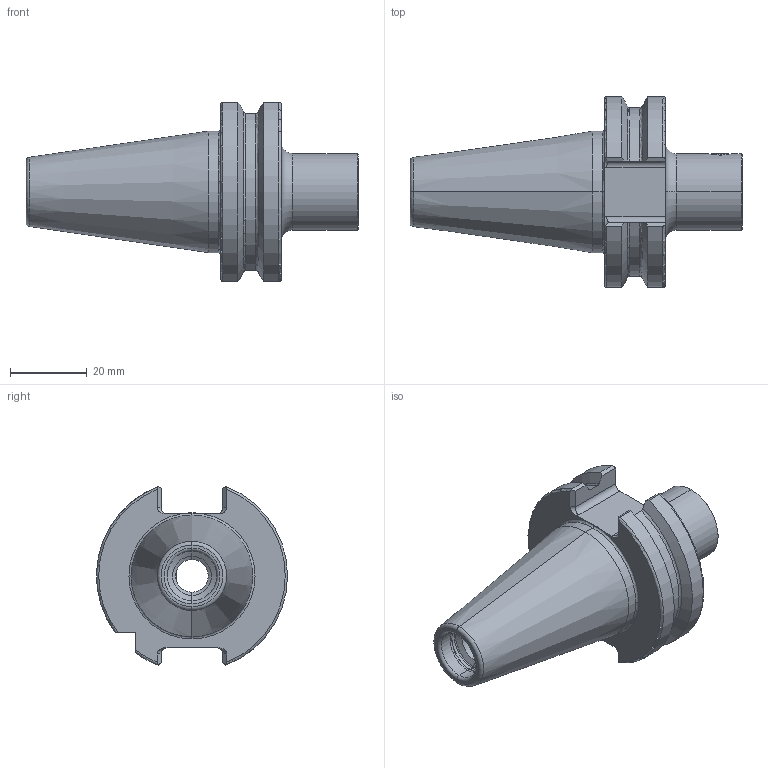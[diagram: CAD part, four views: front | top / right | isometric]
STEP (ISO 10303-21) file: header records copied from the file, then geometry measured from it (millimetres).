
FILE_DESCRIPTION (( 'STEP AP203' ), '1' );
FILE_NAME ('102.315.201.STEP', '2018-03-09T12:18:29', ( 'SWIAdmin' ), ( 'Hewlett-Packard Company' ), 'SwSTEP 2.0', 'SolidWorks 2017', '' );
FILE_SCHEMA (( 'CONFIG_CONTROL_DESIGN' ));
Length unit declared in the file: millimetre
Products named in the file (3): SK3-MB1.K01.039_B; MB1-ER1.001.006_A; 102.315.201
Assembly tree (2 placements, depth 2):
  102.315.201
    SK3-MB1.K01.039_B
    MB1-ER1.001.006_A
Bounding box: 86.75 x 49.94 x 46.69 mm (x, y, z)
Volume: 51348.6 mm3; surface area: 13751.6 mm2
Topology: 2 solids, 2 shells, 166 faces, 412 edges, 252 vertices
Faces by surface type: cylinder 50, plane 47, cone 41, torus 28
Entity records: 5492 total; most frequent: CARTESIAN_POINT 1311, DIRECTION 825, ORIENTED_EDGE 820, EDGE_CURVE 410, AXIS2_PLACEMENT_3D 330, VERTEX_POINT 252, EDGE_LOOP 174, FACE_OUTER_BOUND 166
